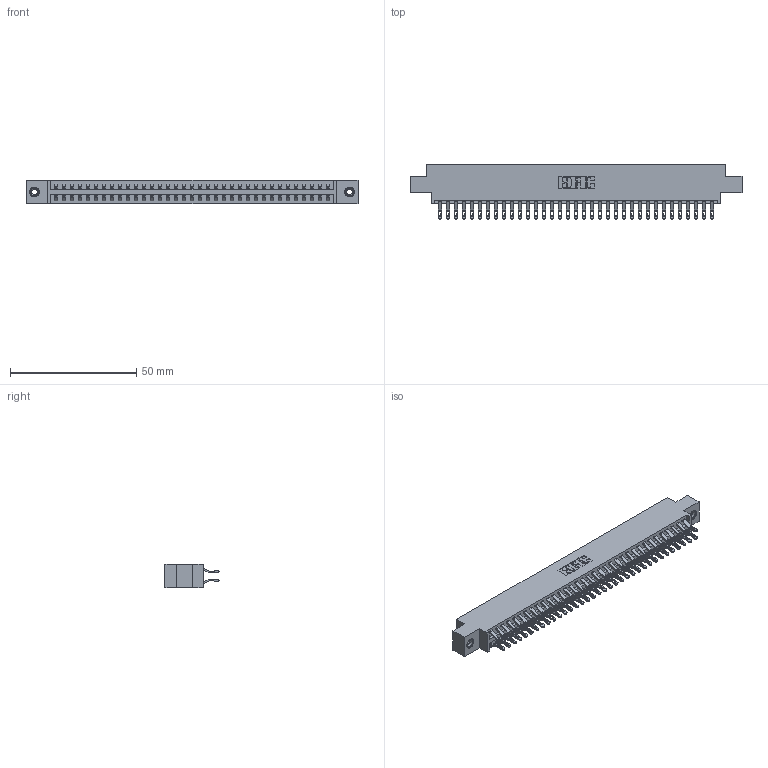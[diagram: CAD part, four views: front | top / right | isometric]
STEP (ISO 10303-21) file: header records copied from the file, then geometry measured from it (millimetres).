
FILE_DESCRIPTION (( 'STEP AP203' ), '1' );
FILE_NAME ('396-070-555-808.STEP', '2019-11-02T10:56:09', ( '' ), ( '' ), 'SwSTEP 2.0', 'SolidWorks 2016', '' );
FILE_SCHEMA (( 'CONFIG_CONTROL_DESIGN' ));
Length unit declared in the file: inch
Products named in the file (4): 346 Part_0.170 Offset - 0.156 Dia-TI; 345-292-001_555 Tail; 345-250-001_345-250-003-102; 396-070-555-808
Assembly tree (73 placements, depth 2):
  396-070-555-808
    346 Part_0.170 Offset - 0.156 Dia-TI
    345-292-001_555 Tail  x70
    345-250-001_345-250-003-102  x2
Bounding box: 131.7 x 21.46 x 9.4 mm (x, y, z)
Volume: 12829.8 mm3; surface area: 18448.8 mm2
Topology: 73 solids, 73 shells, 4246 faces, 13287 edges, 8850 vertices
Faces by surface type: plane 2422, cylinder 1808, cone 12, torus 4
Entity records: 25428 total; most frequent: CARTESIAN_POINT 4221, ORIENTED_EDGE 4118, DIRECTION 3765, EDGE_CURVE 2059, VECTOR 1747, LINE 1747, VERTEX_POINT 1368, AXIS2_PLACEMENT_3D 1009
